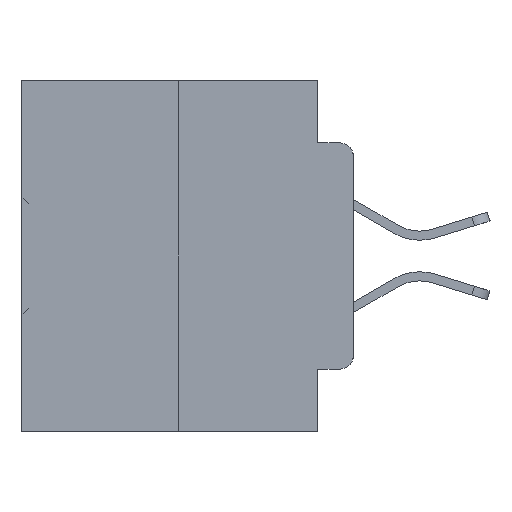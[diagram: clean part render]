
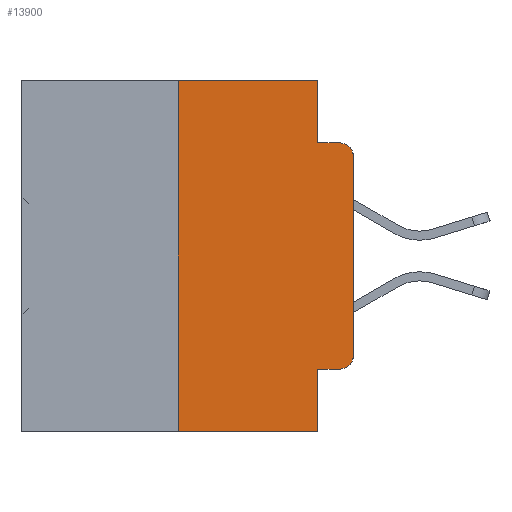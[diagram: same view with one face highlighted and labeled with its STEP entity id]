
A CAD part, left-side view. The second image highlights one B-rep face of the part: STEP entity #13900.
In plain terms, the highlighted planar face has unit normal (-1, 0, 0).
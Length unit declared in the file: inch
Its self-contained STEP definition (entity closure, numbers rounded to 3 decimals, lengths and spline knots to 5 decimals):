
#48 = EDGE_LOOP ( 'NONE', ( #10327, #1153, #273, #14813, #22920, #11547, #8069, #15817, #11309, #11991 ) ) ;
#273 = ORIENTED_EDGE ( 'NONE', *, *, #17900, .F. ) ;
#277 = CARTESIAN_POINT ( 'NONE',  ( 0., 0.473, -0.5 ) ) ;
#464 = LINE ( 'NONE', #277, #24847 ) ;
#643 = AXIS2_PLACEMENT_3D ( 'NONE', #19296, #14568, #31139 ) ;
#1153 = ORIENTED_EDGE ( 'NONE', *, *, #18272, .T. ) ;
#2085 = LINE ( 'NONE', #5061, #33092 ) ;
#2785 = LINE ( 'NONE', #33988, #17656 ) ;
#4483 = CARTESIAN_POINT ( 'NONE',  ( 0., 0., -0.3915 ) ) ;
#4614 = LINE ( 'NONE', #27184, #10876 ) ;
#4695 = CARTESIAN_POINT ( 'NONE',  ( 0., 0.051, -0.4115 ) ) ;
#4747 = CARTESIAN_POINT ( 'NONE',  ( 0., 0.051, 0. ) ) ;
#4806 = CARTESIAN_POINT ( 'NONE',  ( 0., 0.02, -0.1085 ) ) ;
#5061 = CARTESIAN_POINT ( 'NONE',  ( 0., 0.051, 0. ) ) ;
#5279 = VERTEX_POINT ( 'NONE', #5480 ) ;
#5304 = CARTESIAN_POINT ( 'NONE',  ( 0., 0.25, -0.5 ) ) ;
#5343 = VECTOR ( 'NONE', #14127, 39.37008 ) ;
#5480 = CARTESIAN_POINT ( 'NONE',  ( 0., 0.051, -0.5 ) ) ;
#6000 = CARTESIAN_POINT ( 'NONE',  ( 0., 0.051, 0. ) ) ;
#6457 = CIRCLE ( 'NONE', #10038, 0.02 ) ;
#6887 = VERTEX_POINT ( 'NONE', #12413 ) ;
#7813 = PLANE ( 'NONE',  #643 ) ;
#8069 = ORIENTED_EDGE ( 'NONE', *, *, #17106, .T. ) ;
#9256 = AXIS2_PLACEMENT_3D ( 'NONE', #4806, #16249, #13431 ) ;
#9387 = EDGE_CURVE ( 'NONE', #26269, #15103, #6457, .T. ) ;
#9429 = CARTESIAN_POINT ( 'NONE',  ( 0., 0.02, -0.3915 ) ) ;
#9430 = DIRECTION ( 'NONE',  ( 0., 0., 1. ) ) ;
#9873 = DIRECTION ( 'NONE',  ( 0., 0., 1. ) ) ;
#9937 = VERTEX_POINT ( 'NONE', #4695 ) ;
#10038 = AXIS2_PLACEMENT_3D ( 'NONE', #9429, #29765, #18083 ) ;
#10327 = ORIENTED_EDGE ( 'NONE', *, *, #22250, .T. ) ;
#10624 = FACE_OUTER_BOUND ( 'NONE', #48, .T. ) ;
#10876 = VECTOR ( 'NONE', #16056, 39.37008 ) ;
#11309 = ORIENTED_EDGE ( 'NONE', *, *, #25091, .T. ) ;
#11324 = CARTESIAN_POINT ( 'NONE',  ( 0., 0.473, 0. ) ) ;
#11547 = ORIENTED_EDGE ( 'NONE', *, *, #25141, .F. ) ;
#11991 = ORIENTED_EDGE ( 'NONE', *, *, #9387, .T. ) ;
#11996 = EDGE_CURVE ( 'NONE', #36142, #17520, #36722, .T. ) ;
#12413 = CARTESIAN_POINT ( 'NONE',  ( 0., 0., -0.1085 ) ) ;
#12414 = EDGE_CURVE ( 'NONE', #17520, #23224, #27879, .T. ) ;
#12676 = CARTESIAN_POINT ( 'NONE',  ( 0., 0.25, 0. ) ) ;
#13431 = DIRECTION ( 'NONE',  ( 0., 0., -1. ) ) ;
#13843 = VERTEX_POINT ( 'NONE', #21936 ) ;
#13847 = DIRECTION ( 'NONE',  ( 0., -1., 0. ) ) ;
#13900 = ADVANCED_FACE ( 'NONE', ( #10624 ), #7813, .F. ) ;
#13972 = DIRECTION ( 'NONE',  ( 0., -1., 0. ) ) ;
#14127 = DIRECTION ( 'NONE',  ( 0., 0., -1. ) ) ;
#14568 = DIRECTION ( 'NONE',  ( 1., 0., 0. ) ) ;
#14813 = ORIENTED_EDGE ( 'NONE', *, *, #12414, .F. ) ;
#15103 = VERTEX_POINT ( 'NONE', #4483 ) ;
#15817 = ORIENTED_EDGE ( 'NONE', *, *, #23026, .F. ) ;
#16056 = DIRECTION ( 'NONE',  ( 0., -1., 0. ) ) ;
#16249 = DIRECTION ( 'NONE',  ( -1., 0., 0. ) ) ;
#17106 = EDGE_CURVE ( 'NONE', #32745, #5279, #464, .T. ) ;
#17520 = VERTEX_POINT ( 'NONE', #6000 ) ;
#17656 = VECTOR ( 'NONE', #13847, 39.37008 ) ;
#17692 = CIRCLE ( 'NONE', #9256, 0.02 ) ;
#17900 = EDGE_CURVE ( 'NONE', #23224, #13843, #2785, .T. ) ;
#18083 = DIRECTION ( 'NONE',  ( 0., 0., -1. ) ) ;
#18272 = EDGE_CURVE ( 'NONE', #6887, #13843, #17692, .T. ) ;
#18275 = LINE ( 'NONE', #23929, #18642 ) ;
#18642 = VECTOR ( 'NONE', #9430, 39.37008 ) ;
#19296 = CARTESIAN_POINT ( 'NONE',  ( 0., 0.473, 0. ) ) ;
#21151 = CARTESIAN_POINT ( 'NONE',  ( 0., 0.25, 0. ) ) ;
#21936 = CARTESIAN_POINT ( 'NONE',  ( 0., 0.02, -0.0885 ) ) ;
#22195 = VECTOR ( 'NONE', #13972, 39.37008 ) ;
#22250 = EDGE_CURVE ( 'NONE', #15103, #6887, #18275, .T. ) ;
#22346 = DIRECTION ( 'NONE',  ( 0., 0., -1. ) ) ;
#22920 = ORIENTED_EDGE ( 'NONE', *, *, #11996, .F. ) ;
#23026 = EDGE_CURVE ( 'NONE', #9937, #5279, #2085, .T. ) ;
#23224 = VERTEX_POINT ( 'NONE', #36028 ) ;
#23929 = CARTESIAN_POINT ( 'NONE',  ( 0., 0., 0. ) ) ;
#24182 = LINE ( 'NONE', #12676, #25397 ) ;
#24847 = VECTOR ( 'NONE', #29041, 39.37008 ) ;
#25091 = EDGE_CURVE ( 'NONE', #9937, #26269, #4614, .T. ) ;
#25141 = EDGE_CURVE ( 'NONE', #32745, #36142, #24182, .T. ) ;
#25397 = VECTOR ( 'NONE', #9873, 39.37008 ) ;
#26269 = VERTEX_POINT ( 'NONE', #30808 ) ;
#27184 = CARTESIAN_POINT ( 'NONE',  ( 0., 0.051, -0.4115 ) ) ;
#27879 = LINE ( 'NONE', #4747, #5343 ) ;
#29041 = DIRECTION ( 'NONE',  ( 0., -1., 0. ) ) ;
#29765 = DIRECTION ( 'NONE',  ( -1., 0., 0. ) ) ;
#30808 = CARTESIAN_POINT ( 'NONE',  ( 0., 0.02, -0.4115 ) ) ;
#31139 = DIRECTION ( 'NONE',  ( 0., 0., -1. ) ) ;
#32745 = VERTEX_POINT ( 'NONE', #5304 ) ;
#33092 = VECTOR ( 'NONE', #22346, 39.37008 ) ;
#33988 = CARTESIAN_POINT ( 'NONE',  ( 0., 0.051, -0.0885 ) ) ;
#36028 = CARTESIAN_POINT ( 'NONE',  ( 0., 0.051, -0.0885 ) ) ;
#36142 = VERTEX_POINT ( 'NONE', #21151 ) ;
#36722 = LINE ( 'NONE', #11324, #22195 ) ;
